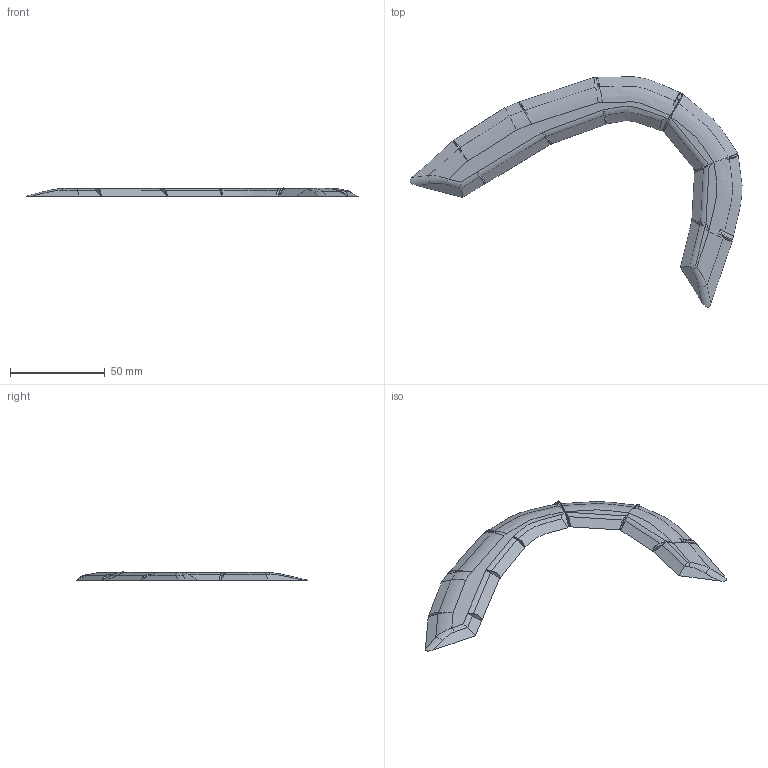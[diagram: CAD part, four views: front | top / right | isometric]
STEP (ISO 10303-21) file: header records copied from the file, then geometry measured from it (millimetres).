
FILE_DESCRIPTION(/* description */ (''),/* implementation_level */ '2;1');
FILE_NAME(/* name */ 'Curbs3.step',/* time_stamp */ '2024-10-24T00:46:14+02:00',/* author */ (''),/* organization */ (''),/* preprocessor_version */ 'ST-DEVELOPER v20',/* originating_system */ 'Autodesk Translation Framework v13.20.0.188',/* authorisation */ '');
FILE_SCHEMA (('AUTOMOTIVE_DESIGN { 1 0 10303 214 3 1 1 }'));
Length unit declared in the file: millimetre
Products named in the file (1): Fusion-Komponente
Bounding box: 175.63 x 121.87 x 4.29 mm (x, y, z)
Volume: 16240.2 mm3; surface area: 12880.9 mm2
Topology: 1 solids, 1 shells, 222 faces, 590 edges, 365 vertices
Faces by surface type: plane 110, bspline 82, cylinder 27, cone 3
Entity records: 9037 total; most frequent: CARTESIAN_POINT 4082, ORIENTED_EDGE 1174, DIRECTION 736, EDGE_CURVE 587, VERTEX_POINT 365, LINE 272, VECTOR 272, AXIS2_PLACEMENT_3D 232
